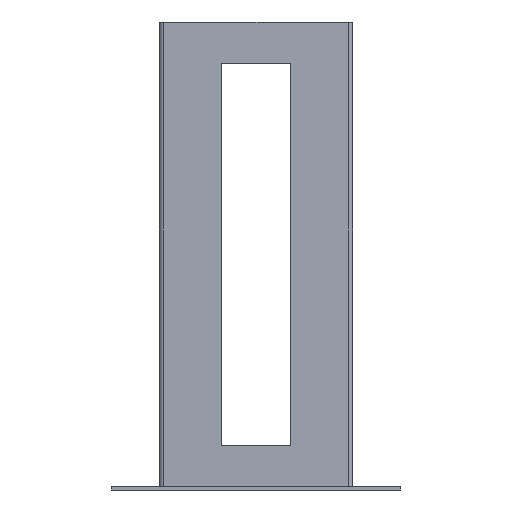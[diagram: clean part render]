
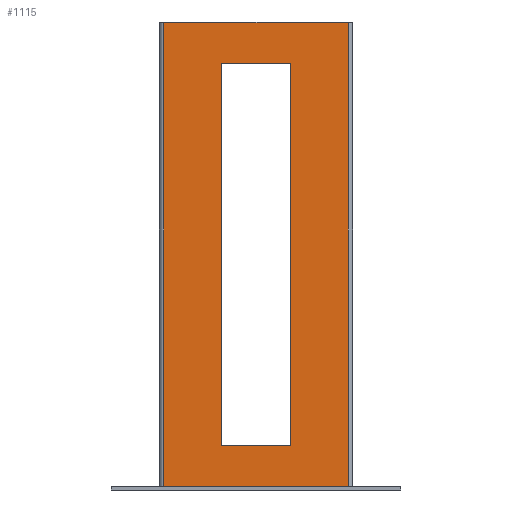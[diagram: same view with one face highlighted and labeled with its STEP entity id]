
A CAD part, front view. The second image highlights one B-rep face of the part: STEP entity #1115.
In plain terms, the highlighted face is planar.
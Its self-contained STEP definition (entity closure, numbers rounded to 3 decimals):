
#30 = DIRECTION ( 'NONE',  ( 0., 1., 0. ) ) ;
#33 = CARTESIAN_POINT ( 'NONE',  ( -80.25, 200., 3. ) ) ;
#56 = EDGE_CURVE ( 'NONE', #1262, #750, #388, .T. ) ;
#69 = EDGE_CURVE ( 'NONE', #494, #182, #1518, .T. ) ;
#102 = CARTESIAN_POINT ( 'NONE',  ( -30., -165., 3. ) ) ;
#108 = CARTESIAN_POINT ( 'NONE',  ( -79.65, -200., 3. ) ) ;
#161 = VECTOR ( 'NONE', #1400, 1000. ) ;
#182 = VERTEX_POINT ( 'NONE', #108 ) ;
#191 = EDGE_CURVE ( 'NONE', #575, #222, #564, .T. ) ;
#200 = EDGE_CURVE ( 'NONE', #369, #1118, #1095, .T. ) ;
#220 = ORIENTED_EDGE ( 'NONE', *, *, #1257, .F. ) ;
#222 = VERTEX_POINT ( 'NONE', #1335 ) ;
#239 = LINE ( 'NONE', #1047, #880 ) ;
#249 = EDGE_CURVE ( 'NONE', #750, #182, #1531, .T. ) ;
#260 = DIRECTION ( 'NONE',  ( 0., 0., 1. ) ) ;
#353 = ORIENTED_EDGE ( 'NONE', *, *, #200, .F. ) ;
#369 = VERTEX_POINT ( 'NONE', #102 ) ;
#384 = ORIENTED_EDGE ( 'NONE', *, *, #486, .F. ) ;
#388 = LINE ( 'NONE', #435, #847 ) ;
#390 = EDGE_LOOP ( 'NONE', ( #1541, #384, #353, #220 ) ) ;
#435 = CARTESIAN_POINT ( 'NONE',  ( -80.25, 200., 3. ) ) ;
#447 = CARTESIAN_POINT ( 'NONE',  ( -80.25, -200., 3. ) ) ;
#486 = EDGE_CURVE ( 'NONE', #1118, #575, #755, .T. ) ;
#494 = VERTEX_POINT ( 'NONE', #1276 ) ;
#543 = ORIENTED_EDGE ( 'NONE', *, *, #69, .F. ) ;
#556 = VECTOR ( 'NONE', #1381, 1000. ) ;
#564 = LINE ( 'NONE', #1209, #556 ) ;
#575 = VERTEX_POINT ( 'NONE', #1546 ) ;
#687 = VECTOR ( 'NONE', #1224, 1000. ) ;
#692 = CARTESIAN_POINT ( 'NONE',  ( -79.65, -200., 3. ) ) ;
#712 = FACE_BOUND ( 'NONE', #390, .T. ) ;
#741 = DIRECTION ( 'NONE',  ( -1., 0., 0. ) ) ;
#750 = VERTEX_POINT ( 'NONE', #895 ) ;
#755 = LINE ( 'NONE', #941, #1496 ) ;
#799 = DIRECTION ( 'NONE',  ( -1., 0., 0. ) ) ;
#812 = EDGE_LOOP ( 'NONE', ( #864, #833, #543, #1186 ) ) ;
#833 = ORIENTED_EDGE ( 'NONE', *, *, #249, .T. ) ;
#847 = VECTOR ( 'NONE', #741, 1000. ) ;
#864 = ORIENTED_EDGE ( 'NONE', *, *, #56, .T. ) ;
#880 = VECTOR ( 'NONE', #30, 1000. ) ;
#895 = CARTESIAN_POINT ( 'NONE',  ( -79.65, 200., 3. ) ) ;
#906 = AXIS2_PLACEMENT_3D ( 'NONE', #33, #260, #1298 ) ;
#920 = CARTESIAN_POINT ( 'NONE',  ( -30., 200., 3. ) ) ;
#934 = DIRECTION ( 'NONE',  ( 0., 1., 0. ) ) ;
#941 = CARTESIAN_POINT ( 'NONE',  ( 30., 200., 3. ) ) ;
#995 = VECTOR ( 'NONE', #1234, 1000. ) ;
#998 = LINE ( 'NONE', #920, #687 ) ;
#1047 = CARTESIAN_POINT ( 'NONE',  ( 79.65, 200., 3. ) ) ;
#1084 = EDGE_CURVE ( 'NONE', #494, #1262, #239, .T. ) ;
#1088 = CARTESIAN_POINT ( 'NONE',  ( 30., -165., 3. ) ) ;
#1095 = LINE ( 'NONE', #1550, #161 ) ;
#1115 = ADVANCED_FACE ( 'NONE', ( #1282, #712 ), #1349, .T. ) ;
#1118 = VERTEX_POINT ( 'NONE', #1088 ) ;
#1186 = ORIENTED_EDGE ( 'NONE', *, *, #1084, .T. ) ;
#1209 = CARTESIAN_POINT ( 'NONE',  ( -80.25, 165., 3. ) ) ;
#1212 = CARTESIAN_POINT ( 'NONE',  ( 79.65, 200., 3. ) ) ;
#1224 = DIRECTION ( 'NONE',  ( 0., -1., 0. ) ) ;
#1234 = DIRECTION ( 'NONE',  ( 0., -1., 0. ) ) ;
#1257 = EDGE_CURVE ( 'NONE', #222, #369, #998, .T. ) ;
#1262 = VERTEX_POINT ( 'NONE', #1212 ) ;
#1276 = CARTESIAN_POINT ( 'NONE',  ( 79.65, -200., 3. ) ) ;
#1282 = FACE_OUTER_BOUND ( 'NONE', #812, .T. ) ;
#1298 = DIRECTION ( 'NONE',  ( 1., 0., 0. ) ) ;
#1335 = CARTESIAN_POINT ( 'NONE',  ( -30., 165., 3. ) ) ;
#1349 = PLANE ( 'NONE',  #906 ) ;
#1381 = DIRECTION ( 'NONE',  ( -1., 0., 0. ) ) ;
#1400 = DIRECTION ( 'NONE',  ( 1., 0., 0. ) ) ;
#1460 = VECTOR ( 'NONE', #799, 1000. ) ;
#1496 = VECTOR ( 'NONE', #934, 1000. ) ;
#1518 = LINE ( 'NONE', #447, #1460 ) ;
#1531 = LINE ( 'NONE', #692, #995 ) ;
#1541 = ORIENTED_EDGE ( 'NONE', *, *, #191, .F. ) ;
#1546 = CARTESIAN_POINT ( 'NONE',  ( 30., 165., 3. ) ) ;
#1550 = CARTESIAN_POINT ( 'NONE',  ( -80.25, -165., 3. ) ) ;
